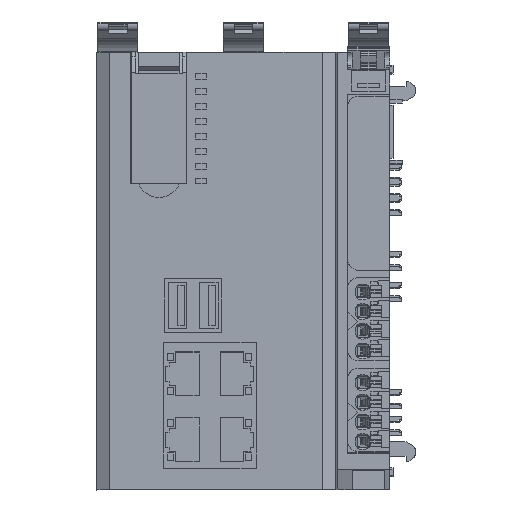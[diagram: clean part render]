
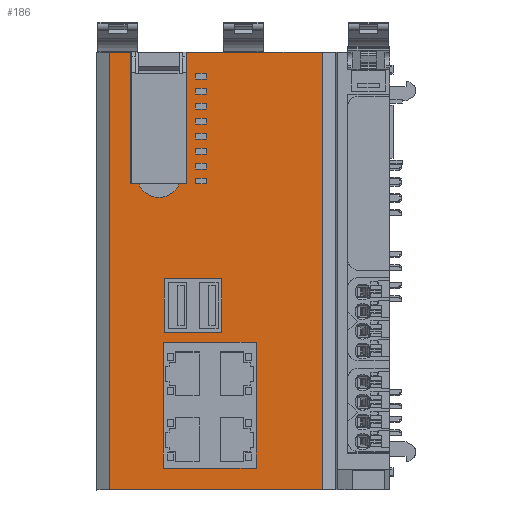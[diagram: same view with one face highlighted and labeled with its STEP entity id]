
A CAD part, top view. The second image highlights one B-rep face of the part: STEP entity #186.
In plain terms, the highlighted planar face has unit normal (0, 0, 1).
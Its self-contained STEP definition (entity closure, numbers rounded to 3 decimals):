
#34=AXIS2_PLACEMENT_3D('Plane Axis2P3D',#31,#32,#33) ;
#103=AXIS2_PLACEMENT_3D('Circle Axis2P3D',#101,#102,$) ;
#31=CARTESIAN_POINT('Axis2P3D Location',(0.,119.5,101.125)) ;
#36=CARTESIAN_POINT('Line Origine',(10.364,83.5,101.125)) ;
#40=CARTESIAN_POINT('Vertex',(9.32,83.5,101.125)) ;
#42=CARTESIAN_POINT('Vertex',(11.408,83.5,101.125)) ;
#45=CARTESIAN_POINT('Line Origine',(9.32,101.5,101.125)) ;
#49=CARTESIAN_POINT('Vertex',(9.32,119.5,101.125)) ;
#52=CARTESIAN_POINT('Line Origine',(6.41,119.5,101.125)) ;
#56=CARTESIAN_POINT('Vertex',(3.5,119.5,101.125)) ;
#59=CARTESIAN_POINT('Line Origine',(3.5,59.75,101.125)) ;
#63=CARTESIAN_POINT('Vertex',(3.5,0.,101.125)) ;
#66=CARTESIAN_POINT('Line Origine',(32.532,0.,101.125)) ;
#70=CARTESIAN_POINT('Vertex',(61.564,0.,101.125)) ;
#73=CARTESIAN_POINT('Line Origine',(61.564,59.75,101.125)) ;
#77=CARTESIAN_POINT('Vertex',(61.564,119.5,101.125)) ;
#80=CARTESIAN_POINT('Line Origine',(43.072,119.5,101.125)) ;
#84=CARTESIAN_POINT('Vertex',(24.58,119.5,101.125)) ;
#87=CARTESIAN_POINT('Line Origine',(24.58,101.5,101.125)) ;
#91=CARTESIAN_POINT('Vertex',(24.58,83.5,101.125)) ;
#94=CARTESIAN_POINT('Line Origine',(23.536,83.5,101.125)) ;
#98=CARTESIAN_POINT('Vertex',(22.492,83.5,101.125)) ;
#101=CARTESIAN_POINT('Axis2P3D Location',(16.95,85.8,101.125)) ;
#118=CARTESIAN_POINT('Line Origine',(30.855,5.819,101.125)) ;
#122=CARTESIAN_POINT('Vertex',(18.175,5.819,101.125)) ;
#124=CARTESIAN_POINT('Vertex',(43.536,5.819,101.125)) ;
#127=CARTESIAN_POINT('Line Origine',(18.175,22.984,101.125)) ;
#131=CARTESIAN_POINT('Vertex',(18.175,40.15,101.125)) ;
#134=CARTESIAN_POINT('Line Origine',(30.855,40.15,101.125)) ;
#138=CARTESIAN_POINT('Vertex',(43.536,40.15,101.125)) ;
#141=CARTESIAN_POINT('Line Origine',(43.536,22.984,101.125)) ;
#152=CARTESIAN_POINT('Line Origine',(18.455,50.235,101.125)) ;
#156=CARTESIAN_POINT('Vertex',(18.455,57.55,101.125)) ;
#158=CARTESIAN_POINT('Vertex',(18.455,42.92,101.125)) ;
#161=CARTESIAN_POINT('Line Origine',(26.33,57.55,101.125)) ;
#165=CARTESIAN_POINT('Vertex',(34.205,57.55,101.125)) ;
#168=CARTESIAN_POINT('Line Origine',(34.205,50.235,101.125)) ;
#172=CARTESIAN_POINT('Vertex',(34.205,42.92,101.125)) ;
#175=CARTESIAN_POINT('Line Origine',(26.33,42.92,101.125)) ;
#32=DIRECTION('Axis2P3D Direction',(0.,0.,1.)) ;
#33=DIRECTION('Axis2P3D XDirection',(0.,-1.,0.)) ;
#37=DIRECTION('Vector Direction',(1.,0.,0.)) ;
#46=DIRECTION('Vector Direction',(0.,-1.,0.)) ;
#53=DIRECTION('Vector Direction',(1.,0.,0.)) ;
#60=DIRECTION('Vector Direction',(0.,-1.,0.)) ;
#67=DIRECTION('Vector Direction',(1.,0.,0.)) ;
#74=DIRECTION('Vector Direction',(0.,-1.,0.)) ;
#81=DIRECTION('Vector Direction',(1.,0.,0.)) ;
#88=DIRECTION('Vector Direction',(0.,1.,0.)) ;
#95=DIRECTION('Vector Direction',(1.,0.,0.)) ;
#102=DIRECTION('Axis2P3D Direction',(0.,0.,1.)) ;
#119=DIRECTION('Vector Direction',(1.,0.,0.)) ;
#128=DIRECTION('Vector Direction',(0.,-1.,0.)) ;
#135=DIRECTION('Vector Direction',(-1.,0.,0.)) ;
#142=DIRECTION('Vector Direction',(0.,1.,0.)) ;
#153=DIRECTION('Vector Direction',(0.,-1.,0.)) ;
#162=DIRECTION('Vector Direction',(-1.,0.,0.)) ;
#169=DIRECTION('Vector Direction',(0.,1.,0.)) ;
#176=DIRECTION('Vector Direction',(1.,0.,0.)) ;
#38=VECTOR('Line Direction',#37,1.) ;
#47=VECTOR('Line Direction',#46,1.) ;
#54=VECTOR('Line Direction',#53,1.) ;
#61=VECTOR('Line Direction',#60,1.) ;
#68=VECTOR('Line Direction',#67,1.) ;
#75=VECTOR('Line Direction',#74,1.) ;
#82=VECTOR('Line Direction',#81,1.) ;
#89=VECTOR('Line Direction',#88,1.) ;
#96=VECTOR('Line Direction',#95,1.) ;
#120=VECTOR('Line Direction',#119,1.) ;
#129=VECTOR('Line Direction',#128,1.) ;
#136=VECTOR('Line Direction',#135,1.) ;
#143=VECTOR('Line Direction',#142,1.) ;
#154=VECTOR('Line Direction',#153,1.) ;
#163=VECTOR('Line Direction',#162,1.) ;
#170=VECTOR('Line Direction',#169,1.) ;
#177=VECTOR('Line Direction',#176,1.) ;
#107=ORIENTED_EDGE('',*,*,#44,.F.) ;
#108=ORIENTED_EDGE('',*,*,#51,.F.) ;
#109=ORIENTED_EDGE('',*,*,#58,.F.) ;
#110=ORIENTED_EDGE('',*,*,#65,.T.) ;
#111=ORIENTED_EDGE('',*,*,#72,.T.) ;
#112=ORIENTED_EDGE('',*,*,#79,.F.) ;
#113=ORIENTED_EDGE('',*,*,#86,.F.) ;
#114=ORIENTED_EDGE('',*,*,#93,.F.) ;
#115=ORIENTED_EDGE('',*,*,#100,.F.) ;
#116=ORIENTED_EDGE('',*,*,#105,.F.) ;
#147=ORIENTED_EDGE('',*,*,#126,.F.) ;
#148=ORIENTED_EDGE('',*,*,#133,.F.) ;
#149=ORIENTED_EDGE('',*,*,#140,.F.) ;
#150=ORIENTED_EDGE('',*,*,#145,.F.) ;
#181=ORIENTED_EDGE('',*,*,#160,.F.) ;
#182=ORIENTED_EDGE('',*,*,#167,.F.) ;
#183=ORIENTED_EDGE('',*,*,#174,.F.) ;
#184=ORIENTED_EDGE('',*,*,#179,.F.) ;
#151=FACE_BOUND('',#146,.T.) ;
#185=FACE_BOUND('',#180,.T.) ;
#186=ADVANCED_FACE('Koppler',(#117,#151,#185),#35,.T.) ;
#104=CIRCLE('generated circle',#103,6.) ;
#44=EDGE_CURVE('',#41,#43,#39,.T.) ;
#51=EDGE_CURVE('',#50,#41,#48,.T.) ;
#58=EDGE_CURVE('',#57,#50,#55,.T.) ;
#65=EDGE_CURVE('',#57,#64,#62,.T.) ;
#72=EDGE_CURVE('',#64,#71,#69,.T.) ;
#79=EDGE_CURVE('',#78,#71,#76,.T.) ;
#86=EDGE_CURVE('',#85,#78,#83,.T.) ;
#93=EDGE_CURVE('',#92,#85,#90,.T.) ;
#100=EDGE_CURVE('',#99,#92,#97,.T.) ;
#105=EDGE_CURVE('',#43,#99,#104,.T.) ;
#126=EDGE_CURVE('',#123,#125,#121,.T.) ;
#133=EDGE_CURVE('',#132,#123,#130,.T.) ;
#140=EDGE_CURVE('',#139,#132,#137,.T.) ;
#145=EDGE_CURVE('',#125,#139,#144,.T.) ;
#160=EDGE_CURVE('',#157,#159,#155,.T.) ;
#167=EDGE_CURVE('',#166,#157,#164,.T.) ;
#174=EDGE_CURVE('',#173,#166,#171,.T.) ;
#179=EDGE_CURVE('',#159,#173,#178,.T.) ;
#106=EDGE_LOOP('',(#107,#108,#109,#110,#111,#112,#113,#114,#115,#116)) ;
#146=EDGE_LOOP('',(#147,#148,#149,#150)) ;
#180=EDGE_LOOP('',(#181,#182,#183,#184)) ;
#117=FACE_OUTER_BOUND('',#106,.T.) ;
#39=LINE('Line',#36,#38) ;
#48=LINE('Line',#45,#47) ;
#55=LINE('Line',#52,#54) ;
#62=LINE('Line',#59,#61) ;
#69=LINE('Line',#66,#68) ;
#76=LINE('Line',#73,#75) ;
#83=LINE('Line',#80,#82) ;
#90=LINE('Line',#87,#89) ;
#97=LINE('Line',#94,#96) ;
#121=LINE('Line',#118,#120) ;
#130=LINE('Line',#127,#129) ;
#137=LINE('Line',#134,#136) ;
#144=LINE('Line',#141,#143) ;
#155=LINE('Line',#152,#154) ;
#164=LINE('Line',#161,#163) ;
#171=LINE('Line',#168,#170) ;
#178=LINE('Line',#175,#177) ;
#35=PLANE('',#34) ;
#41=VERTEX_POINT('',#40) ;
#43=VERTEX_POINT('',#42) ;
#50=VERTEX_POINT('',#49) ;
#57=VERTEX_POINT('',#56) ;
#64=VERTEX_POINT('',#63) ;
#71=VERTEX_POINT('',#70) ;
#78=VERTEX_POINT('',#77) ;
#85=VERTEX_POINT('',#84) ;
#92=VERTEX_POINT('',#91) ;
#99=VERTEX_POINT('',#98) ;
#123=VERTEX_POINT('',#122) ;
#125=VERTEX_POINT('',#124) ;
#132=VERTEX_POINT('',#131) ;
#139=VERTEX_POINT('',#138) ;
#157=VERTEX_POINT('',#156) ;
#159=VERTEX_POINT('',#158) ;
#166=VERTEX_POINT('',#165) ;
#173=VERTEX_POINT('',#172) ;
